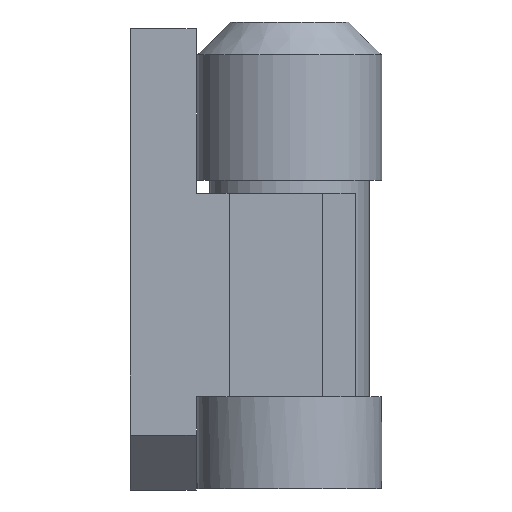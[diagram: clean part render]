
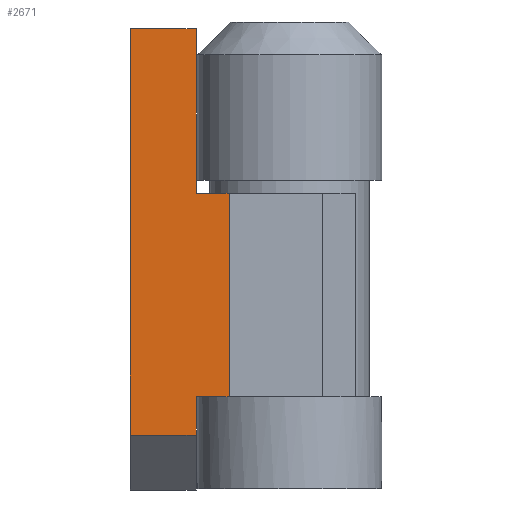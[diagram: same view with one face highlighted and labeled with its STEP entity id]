
A CAD part, left-side view. The second image highlights one B-rep face of the part: STEP entity #2671.
In plain terms, the highlighted planar face has unit normal (-1, 0, 0).
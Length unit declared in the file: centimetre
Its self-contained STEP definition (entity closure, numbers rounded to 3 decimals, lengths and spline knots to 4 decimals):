
#72=PLANE('',#2849);
#283=FACE_OUTER_BOUND('',#450,.T.);
#450=EDGE_LOOP('',(#2172,#2173,#2174,#2175,#2176,#2177,#2178,#2179));
#703=LINE('',#4594,#961);
#724=LINE('',#4639,#982);
#747=LINE('',#4686,#1005);
#749=LINE('',#4691,#1007);
#754=LINE('',#4700,#1012);
#755=LINE('',#4701,#1013);
#756=LINE('',#4703,#1014);
#757=LINE('',#4704,#1015);
#961=VECTOR('',#3207,0.03);
#982=VECTOR('',#3234,0.03);
#1005=VECTOR('',#3273,0.15);
#1007=VECTOR('',#3277,0.035);
#1012=VECTOR('',#3286,0.06);
#1013=VECTOR('',#3287,0.185);
#1014=VECTOR('',#3288,0.06);
#1015=VECTOR('',#3289,0.37);
#1244=VERTEX_POINT('',#4591);
#1245=VERTEX_POINT('',#4593);
#1265=VERTEX_POINT('',#4636);
#1266=VERTEX_POINT('',#4638);
#1282=VERTEX_POINT('',#4684);
#1284=VERTEX_POINT('',#4690);
#1286=VERTEX_POINT('',#4699);
#1287=VERTEX_POINT('',#4702);
#1552=EDGE_CURVE('',#1245,#1244,#703,.T.);
#1574=EDGE_CURVE('',#1265,#1266,#724,.T.);
#1599=EDGE_CURVE('',#1265,#1282,#747,.T.);
#1601=EDGE_CURVE('',#1284,#1245,#749,.T.);
#1606=EDGE_CURVE('',#1286,#1284,#754,.T.);
#1607=EDGE_CURVE('',#1266,#1244,#755,.T.);
#1608=EDGE_CURVE('',#1282,#1287,#756,.T.);
#1609=EDGE_CURVE('',#1286,#1287,#757,.T.);
#2172=ORIENTED_EDGE('',*,*,#1606,.T.);
#2173=ORIENTED_EDGE('',*,*,#1601,.T.);
#2174=ORIENTED_EDGE('',*,*,#1552,.T.);
#2175=ORIENTED_EDGE('',*,*,#1607,.F.);
#2176=ORIENTED_EDGE('',*,*,#1574,.F.);
#2177=ORIENTED_EDGE('',*,*,#1599,.T.);
#2178=ORIENTED_EDGE('',*,*,#1608,.T.);
#2179=ORIENTED_EDGE('',*,*,#1609,.F.);
#2671=ADVANCED_FACE('',(#283),#72,.T.);
#2849=AXIS2_PLACEMENT_3D('',#4698,#3284,#3285);
#3207=DIRECTION('',(0.,-1.,0.));
#3234=DIRECTION('',(0.,-1.,0.));
#3273=DIRECTION('',(0.,0.,1.));
#3277=DIRECTION('',(0.,0.,1.));
#3284=DIRECTION('center_axis',(-1.,0.,0.));
#3285=DIRECTION('ref_axis',(0.,0.,1.));
#3286=DIRECTION('',(0.,-1.,0.));
#3287=DIRECTION('',(0.,0.,-1.));
#3288=DIRECTION('',(0.,1.,0.));
#3289=DIRECTION('',(0.,0.,1.));
#4591=CARTESIAN_POINT('',(-1.814,0.7063,0.2975));
#4593=CARTESIAN_POINT('',(-1.814,0.7363,0.2975));
#4594=CARTESIAN_POINT('',(-1.814,0.7363,0.2975));
#4636=CARTESIAN_POINT('',(-1.814,0.7363,0.4825));
#4638=CARTESIAN_POINT('',(-1.814,0.7063,0.4825));
#4639=CARTESIAN_POINT('',(-1.814,0.7363,0.4825));
#4684=CARTESIAN_POINT('',(-1.814,0.7363,0.6325));
#4686=CARTESIAN_POINT('',(-1.814,0.7363,0.4825));
#4690=CARTESIAN_POINT('',(-1.814,0.7363,0.2625));
#4691=CARTESIAN_POINT('',(-1.814,0.7363,0.2625));
#4698=CARTESIAN_POINT('Origin',(-1.814,0.7363,0.2125));
#4699=CARTESIAN_POINT('',(-1.814,0.7963,0.2625));
#4700=CARTESIAN_POINT('',(-1.814,0.7963,0.2625));
#4701=CARTESIAN_POINT('',(-1.814,0.7063,0.4825));
#4702=CARTESIAN_POINT('',(-1.814,0.7963,0.6325));
#4703=CARTESIAN_POINT('',(-1.814,0.7363,0.6325));
#4704=CARTESIAN_POINT('',(-1.814,0.7963,0.2625));
